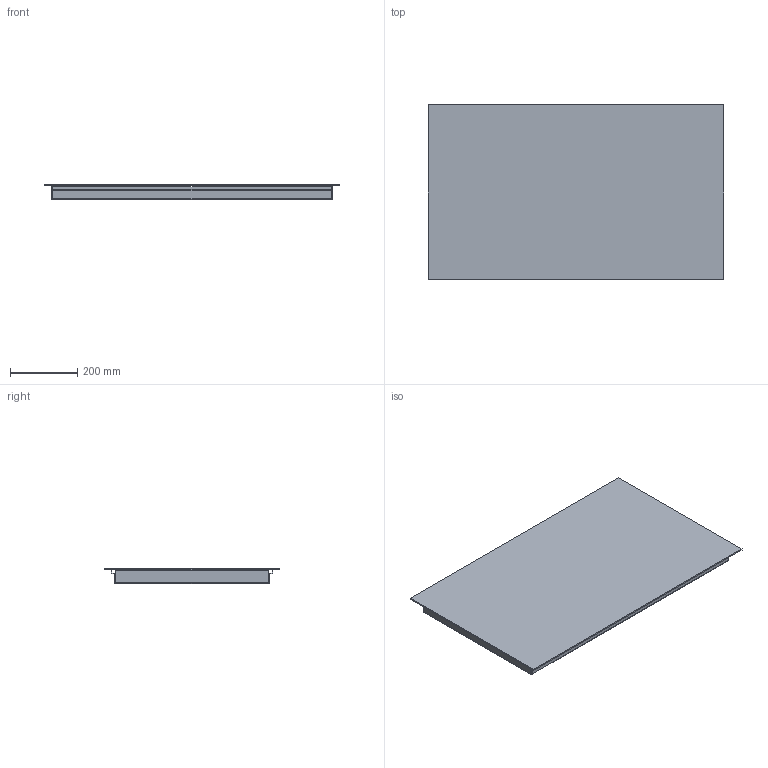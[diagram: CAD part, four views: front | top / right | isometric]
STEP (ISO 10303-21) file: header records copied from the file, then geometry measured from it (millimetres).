
FILE_DESCRIPTION((''),'2;1');
FILE_NAME('FCE905B1_ASM','2019-02-06T',('SORAL'),(''),'PRO/ENGINEER BY PARAMETRIC TECHNOLOGY CORPORATION, 2013320','PRO/ENGINEER BY PARAMETRIC TECHNOLOGY CORPORATION, 2013320','');
FILE_SCHEMA(('CONFIG_CONTROL_DESIGN'));
Length unit declared in the file: millimetre
Products named in the file (3): 24175; 25807; FCE905B1_ASM
Assembly tree (2 placements, depth 2):
  FCE905B1_ASM
    24175
    25807
Bounding box: 880 x 520 x 46.2 mm (x, y, z)
Volume: 2572143.2 mm3; surface area: 1919776.3 mm2
Topology: 2 solids, 2 shells, 84 faces, 176 edges, 96 vertices
Faces by surface type: plane 68, cylinder 16
Entity records: 2228 total; most frequent: DIRECTION 386, CARTESIAN_POINT 361, ORIENTED_EDGE 352, EDGE_CURVE 176, VECTOR 144, LINE 144, AXIS2_PLACEMENT_3D 121, VERTEX_POINT 96
